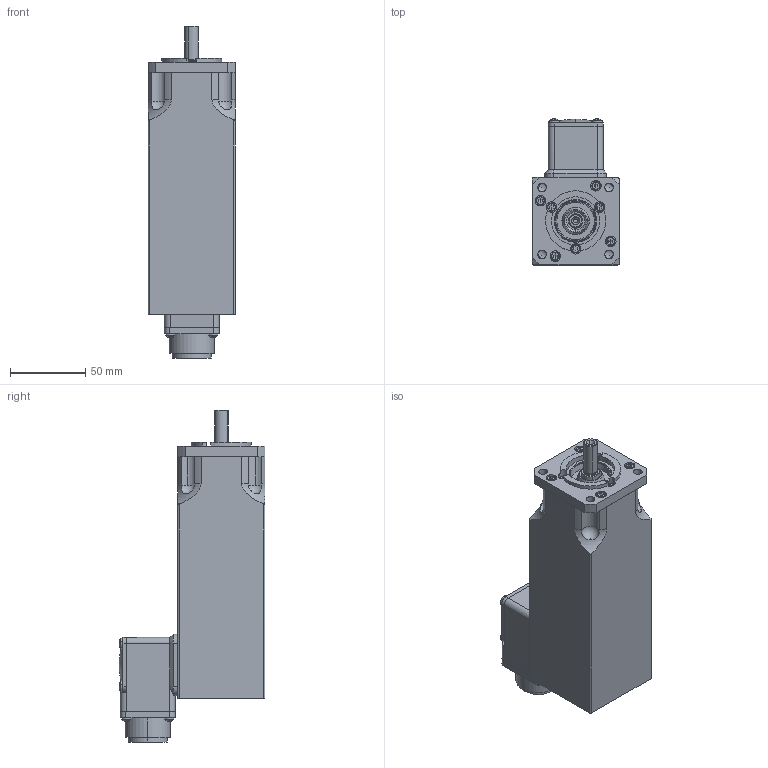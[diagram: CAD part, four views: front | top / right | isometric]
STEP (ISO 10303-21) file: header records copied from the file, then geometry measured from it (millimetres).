
FILE_DESCRIPTION (( 'STEP AP203' ), '1' );
FILE_NAME ('Motor_EGK48-60NRB-+-Katalog11.10_.STEP', '2010-11-03T09:44:12', ( 'Groschopp' ), ( 'Groschopp AG' ), 'SwSTEP 2.0', 'SolidWorks 2007', '' );
FILE_SCHEMA (( 'CONFIG_CONTROL_DESIGN' ));
Length unit declared in the file: millimetre
Products named in the file (1): Motor_EGK48-60NRB-+-Katalog11.10_
Bounding box: 58.5 x 97.05 x 220.75 mm (x, y, z)
Surface area: 66057 mm2 (no closed solid volume)
Topology: 0 solids, 24 shells, 401 faces, 1197 edges, 798 vertices
Faces by surface type: plane 211, cylinder 110, cone 52, sphere 14, torus 14
Entity records: 14134 total; most frequent: CARTESIAN_POINT 3256, DIRECTION 2334, ORIENTED_EDGE 2065, EDGE_CURVE 1186, AXIS2_PLACEMENT_3D 858, VERTEX_POINT 791, VECTOR 618, LINE 618
